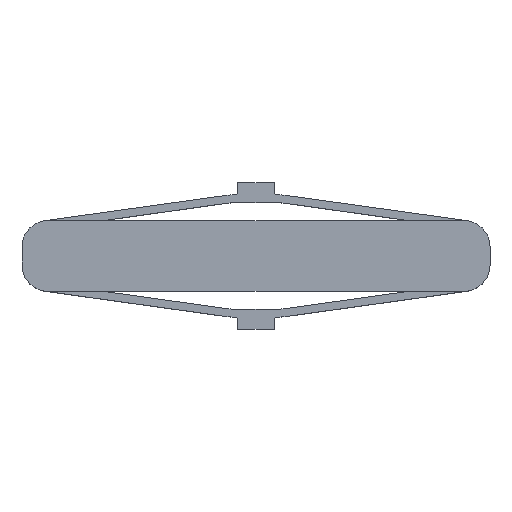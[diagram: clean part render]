
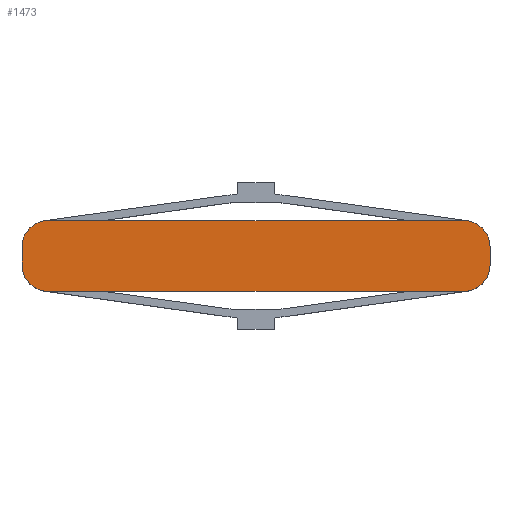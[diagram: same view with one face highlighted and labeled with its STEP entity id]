
A CAD part, top view. The second image highlights one B-rep face of the part: STEP entity #1473.
In plain terms, the highlighted planar face has unit normal (0, 0, 1).
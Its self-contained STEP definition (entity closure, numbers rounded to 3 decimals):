
#35 = ORIENTED_EDGE ( 'NONE', *, *, #1093, .T. ) ;
#64 = DIRECTION ( 'NONE',  ( 1., 0., 0. ) ) ;
#116 = DIRECTION ( 'NONE',  ( 1., 0., 0. ) ) ;
#143 = PLANE ( 'NONE',  #574 ) ;
#162 = VECTOR ( 'NONE', #432, 1000. ) ;
#171 = DIRECTION ( 'NONE',  ( 1., 0., 0. ) ) ;
#174 = AXIS2_PLACEMENT_3D ( 'NONE', #371, #705, #116 ) ;
#212 = AXIS2_PLACEMENT_3D ( 'NONE', #1171, #913, #64 ) ;
#220 = CARTESIAN_POINT ( 'NONE',  ( -34.683, 5.783, 7.5 ) ) ;
#234 = CARTESIAN_POINT ( 'NONE',  ( -34.683, -5.783, 7.5 ) ) ;
#251 = LINE ( 'NONE', #1453, #878 ) ;
#266 = DIRECTION ( 'NONE',  ( 0., 0., 1. ) ) ;
#320 = CIRCLE ( 'NONE', #212, 4.324 ) ;
#343 = LINE ( 'NONE', #220, #1136 ) ;
#371 = CARTESIAN_POINT ( 'NONE',  ( 34.086, 1.5, 7.5 ) ) ;
#384 = CARTESIAN_POINT ( 'NONE',  ( 34.683, -5.783, 7.5 ) ) ;
#393 = EDGE_CURVE ( 'NONE', #636, #671, #343, .T. ) ;
#420 = CARTESIAN_POINT ( 'NONE',  ( 38.41, -1.5, 7.5 ) ) ;
#432 = DIRECTION ( 'NONE',  ( 0., 1., 0. ) ) ;
#438 = EDGE_CURVE ( 'NONE', #665, #636, #939, .T. ) ;
#444 = DIRECTION ( 'NONE',  ( 1., 0., 0. ) ) ;
#453 = CARTESIAN_POINT ( 'NONE',  ( -38.41, -1.5, 7.5 ) ) ;
#474 = DIRECTION ( 'NONE',  ( 1., 0., 0. ) ) ;
#542 = LINE ( 'NONE', #420, #162 ) ;
#562 = FACE_OUTER_BOUND ( 'NONE', #1235, .T. ) ;
#574 = AXIS2_PLACEMENT_3D ( 'NONE', #1351, #266, #474 ) ;
#600 = EDGE_CURVE ( 'NONE', #980, #1177, #903, .T. ) ;
#615 = ORIENTED_EDGE ( 'NONE', *, *, #438, .T. ) ;
#636 = VERTEX_POINT ( 'NONE', #1154 ) ;
#652 = ORIENTED_EDGE ( 'NONE', *, *, #898, .T. ) ;
#665 = VERTEX_POINT ( 'NONE', #1408 ) ;
#671 = VERTEX_POINT ( 'NONE', #1432 ) ;
#705 = DIRECTION ( 'NONE',  ( 0., 0., 1. ) ) ;
#708 = ORIENTED_EDGE ( 'NONE', *, *, #1130, .T. ) ;
#719 = CARTESIAN_POINT ( 'NONE',  ( -38.41, 1.5, 7.5 ) ) ;
#849 = AXIS2_PLACEMENT_3D ( 'NONE', #1151, #1050, #444 ) ;
#859 = DIRECTION ( 'NONE',  ( -1., 0., 0. ) ) ;
#862 = ORIENTED_EDGE ( 'NONE', *, *, #600, .T. ) ;
#878 = VECTOR ( 'NONE', #975, 1000. ) ;
#898 = EDGE_CURVE ( 'NONE', #1497, #1106, #1456, .T. ) ;
#903 = CIRCLE ( 'NONE', #1125, 4.324 ) ;
#913 = DIRECTION ( 'NONE',  ( 0., 0., 1. ) ) ;
#914 = ORIENTED_EDGE ( 'NONE', *, *, #393, .T. ) ;
#939 = CIRCLE ( 'NONE', #174, 4.324 ) ;
#947 = CARTESIAN_POINT ( 'NONE',  ( -38.41, -1.5, 7.5 ) ) ;
#955 = DIRECTION ( 'NONE',  ( 0., -1., 0. ) ) ;
#975 = DIRECTION ( 'NONE',  ( 1., 0., 0. ) ) ;
#980 = VERTEX_POINT ( 'NONE', #384 ) ;
#1050 = DIRECTION ( 'NONE',  ( 0., 0., 1. ) ) ;
#1086 = EDGE_CURVE ( 'NONE', #671, #1497, #320, .T. ) ;
#1093 = EDGE_CURVE ( 'NONE', #1106, #1231, #1217, .T. ) ;
#1106 = VERTEX_POINT ( 'NONE', #947 ) ;
#1112 = CARTESIAN_POINT ( 'NONE',  ( 38.41, -1.5, 7.5 ) ) ;
#1125 = AXIS2_PLACEMENT_3D ( 'NONE', #1371, #1377, #171 ) ;
#1130 = EDGE_CURVE ( 'NONE', #1177, #665, #542, .T. ) ;
#1136 = VECTOR ( 'NONE', #859, 1000. ) ;
#1151 = CARTESIAN_POINT ( 'NONE',  ( -34.086, -1.5, 7.5 ) ) ;
#1154 = CARTESIAN_POINT ( 'NONE',  ( 34.683, 5.783, 7.5 ) ) ;
#1171 = CARTESIAN_POINT ( 'NONE',  ( -34.086, 1.5, 7.5 ) ) ;
#1177 = VERTEX_POINT ( 'NONE', #1112 ) ;
#1217 = CIRCLE ( 'NONE', #849, 4.324 ) ;
#1231 = VERTEX_POINT ( 'NONE', #234 ) ;
#1235 = EDGE_LOOP ( 'NONE', ( #862, #708, #615, #914, #1364, #652, #35, #1350 ) ) ;
#1278 = VECTOR ( 'NONE', #955, 1000. ) ;
#1350 = ORIENTED_EDGE ( 'NONE', *, *, #1510, .T. ) ;
#1351 = CARTESIAN_POINT ( 'NONE',  ( 34.086, -1.5, 7.5 ) ) ;
#1364 = ORIENTED_EDGE ( 'NONE', *, *, #1086, .T. ) ;
#1371 = CARTESIAN_POINT ( 'NONE',  ( 34.086, -1.5, 7.5 ) ) ;
#1377 = DIRECTION ( 'NONE',  ( 0., 0., 1. ) ) ;
#1408 = CARTESIAN_POINT ( 'NONE',  ( 38.41, 1.5, 7.5 ) ) ;
#1432 = CARTESIAN_POINT ( 'NONE',  ( -34.683, 5.783, 7.5 ) ) ;
#1453 = CARTESIAN_POINT ( 'NONE',  ( -34.683, -5.783, 7.5 ) ) ;
#1456 = LINE ( 'NONE', #453, #1278 ) ;
#1473 = ADVANCED_FACE ( 'NONE', ( #562 ), #143, .T. ) ;
#1497 = VERTEX_POINT ( 'NONE', #719 ) ;
#1510 = EDGE_CURVE ( 'NONE', #1231, #980, #251, .T. ) ;
